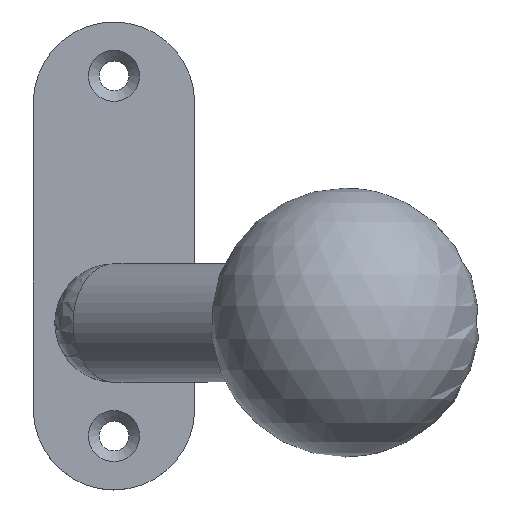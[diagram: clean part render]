
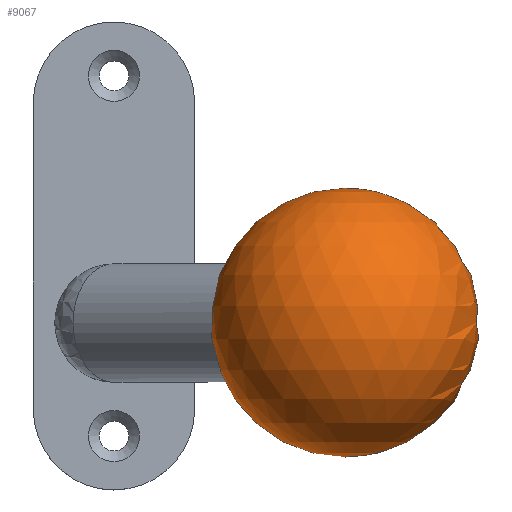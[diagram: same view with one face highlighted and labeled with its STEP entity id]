
A CAD part, top view. The second image highlights one B-rep face of the part: STEP entity #9067.
In plain terms, the highlighted spherical face has radius 25 mm.
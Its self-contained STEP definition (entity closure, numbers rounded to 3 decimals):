
#761 = AXIS2_PLACEMENT_3D ( 'NONE', #10942, #8791, #13288 ) ;
#2153 = FACE_OUTER_BOUND ( 'NONE', #5529, .T. ) ;
#2831 = EDGE_CURVE ( 'NONE', #13323, #13323, #12670, .T. ) ;
#3447 = ORIENTED_EDGE ( 'NONE', *, *, #2831, .T. ) ;
#4682 = AXIS2_PLACEMENT_3D ( 'NONE', #7186, #6258, #10464 ) ;
#4993 = SPHERICAL_SURFACE ( 'NONE', #4682, 25. ) ;
#5529 = EDGE_LOOP ( 'NONE', ( #3447 ) ) ;
#6258 = DIRECTION ( 'NONE',  ( 0., 1., 0. ) ) ;
#7186 = CARTESIAN_POINT ( 'NONE',  ( 43., 0., 61. ) ) ;
#8791 = DIRECTION ( 'NONE',  ( 0.721, 0., 0.693 ) ) ;
#9067 = ADVANCED_FACE ( 'NONE', ( #2153 ), #4993, .T. ) ;
#10464 = DIRECTION ( 'NONE',  ( -0.693, 0., 0.721 ) ) ;
#10942 = CARTESIAN_POINT ( 'NONE',  ( 27.2, 0., 45.819 ) ) ;
#11735 = CARTESIAN_POINT ( 'NONE',  ( 35.539, 0., 37.139 ) ) ;
#12670 = CIRCLE ( 'NONE', #761, 12.037 ) ;
#13288 = DIRECTION ( 'NONE',  ( 0.693, 0., -0.721 ) ) ;
#13323 = VERTEX_POINT ( 'NONE', #11735 ) ;
